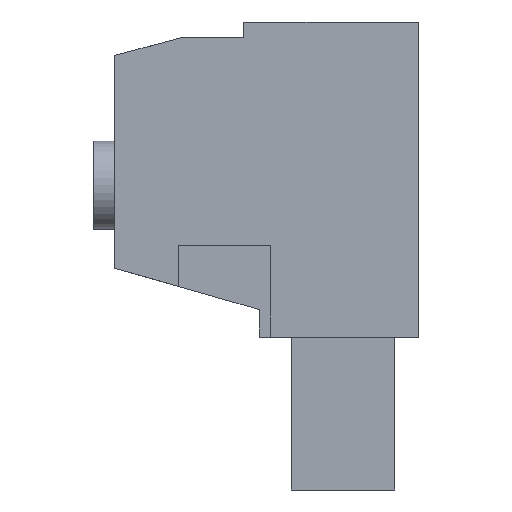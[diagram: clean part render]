
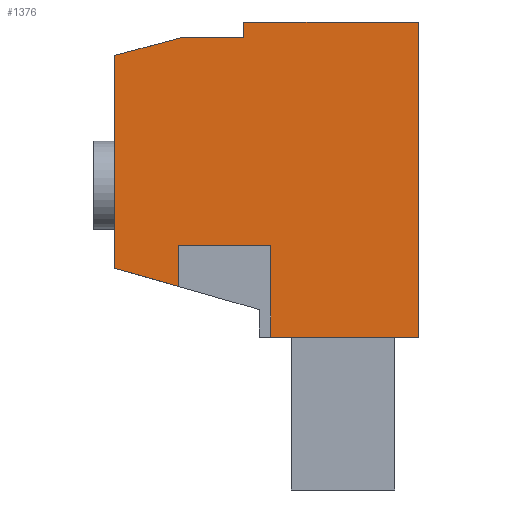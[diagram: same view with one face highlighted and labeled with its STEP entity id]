
A CAD part, left-side view. The second image highlights one B-rep face of the part: STEP entity #1376.
In plain terms, the highlighted planar face has unit normal (-1, 0, 0).
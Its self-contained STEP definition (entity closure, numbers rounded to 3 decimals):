
#1300=AXIS2_PLACEMENT_3D('Plane Axis2P3D',#1297,#1298,#1299) ;
#709=CARTESIAN_POINT('Vertex',(0.,0.,14.4)) ;
#712=CARTESIAN_POINT('Line Origine',(0.,6.95,14.4)) ;
#716=CARTESIAN_POINT('Vertex',(0.,13.9,14.4)) ;
#1176=CARTESIAN_POINT('Line Origine',(0.,0.,29.25)) ;
#1180=CARTESIAN_POINT('Vertex',(0.,0.,44.1)) ;
#1297=CARTESIAN_POINT('Axis2P3D Location',(0.,0.,0.)) ;
#1302=CARTESIAN_POINT('Line Origine',(0.,8.225,44.1)) ;
#1306=CARTESIAN_POINT('Vertex',(0.,16.45,44.1)) ;
#1309=CARTESIAN_POINT('Line Origine',(0.,16.45,43.35)) ;
#1313=CARTESIAN_POINT('Vertex',(0.,16.45,42.6)) ;
#1316=CARTESIAN_POINT('Line Origine',(0.,19.446,42.6)) ;
#1320=CARTESIAN_POINT('Vertex',(0.,22.442,42.6)) ;
#1323=CARTESIAN_POINT('Line Origine',(0.,25.521,41.775)) ;
#1327=CARTESIAN_POINT('Vertex',(0.,28.6,40.95)) ;
#1330=CARTESIAN_POINT('Line Origine',(0.,28.6,30.925)) ;
#1334=CARTESIAN_POINT('Vertex',(0.,28.6,20.9)) ;
#1337=CARTESIAN_POINT('Line Origine',(0.,25.6,20.04)) ;
#1341=CARTESIAN_POINT('Vertex',(0.,22.6,19.18)) ;
#1344=CARTESIAN_POINT('Line Origine',(0.,22.6,21.115)) ;
#1348=CARTESIAN_POINT('Vertex',(0.,22.6,23.05)) ;
#1351=CARTESIAN_POINT('Line Origine',(0.,18.25,23.05)) ;
#1355=CARTESIAN_POINT('Vertex',(0.,13.9,23.05)) ;
#1358=CARTESIAN_POINT('Line Origine',(0.,13.9,18.725)) ;
#713=DIRECTION('Vector Direction',(0.,1.,0.)) ;
#1177=DIRECTION('Vector Direction',(0.,0.,-1.)) ;
#1298=DIRECTION('Axis2P3D Direction',(-1.,0.,0.)) ;
#1299=DIRECTION('Axis2P3D XDirection',(0.,0.,1.)) ;
#1303=DIRECTION('Vector Direction',(0.,-1.,0.)) ;
#1310=DIRECTION('Vector Direction',(0.,0.,1.)) ;
#1317=DIRECTION('Vector Direction',(0.,-1.,0.)) ;
#1324=DIRECTION('Vector Direction',(0.,-0.966,0.259)) ;
#1331=DIRECTION('Vector Direction',(0.,0.,1.)) ;
#1338=DIRECTION('Vector Direction',(0.,0.961,0.276)) ;
#1345=DIRECTION('Vector Direction',(0.,0.,1.)) ;
#1352=DIRECTION('Vector Direction',(0.,-1.,0.)) ;
#1359=DIRECTION('Vector Direction',(0.,0.,1.)) ;
#714=VECTOR('Line Direction',#713,1.) ;
#1178=VECTOR('Line Direction',#1177,1.) ;
#1304=VECTOR('Line Direction',#1303,1.) ;
#1311=VECTOR('Line Direction',#1310,1.) ;
#1318=VECTOR('Line Direction',#1317,1.) ;
#1325=VECTOR('Line Direction',#1324,1.) ;
#1332=VECTOR('Line Direction',#1331,1.) ;
#1339=VECTOR('Line Direction',#1338,1.) ;
#1346=VECTOR('Line Direction',#1345,1.) ;
#1353=VECTOR('Line Direction',#1352,1.) ;
#1360=VECTOR('Line Direction',#1359,1.) ;
#1364=ORIENTED_EDGE('',*,*,#718,.T.) ;
#1365=ORIENTED_EDGE('',*,*,#1182,.T.) ;
#1366=ORIENTED_EDGE('',*,*,#1308,.T.) ;
#1367=ORIENTED_EDGE('',*,*,#1315,.T.) ;
#1368=ORIENTED_EDGE('',*,*,#1322,.T.) ;
#1369=ORIENTED_EDGE('',*,*,#1329,.T.) ;
#1370=ORIENTED_EDGE('',*,*,#1336,.T.) ;
#1371=ORIENTED_EDGE('',*,*,#1343,.T.) ;
#1372=ORIENTED_EDGE('',*,*,#1350,.T.) ;
#1373=ORIENTED_EDGE('',*,*,#1357,.T.) ;
#1374=ORIENTED_EDGE('',*,*,#1362,.F.) ;
#1376=ADVANCED_FACE('HOUSING',(#1375),#1301,.T.) ;
#718=EDGE_CURVE('',#717,#710,#715,.F.) ;
#1182=EDGE_CURVE('',#710,#1181,#1179,.F.) ;
#1308=EDGE_CURVE('',#1181,#1307,#1305,.F.) ;
#1315=EDGE_CURVE('',#1307,#1314,#1312,.F.) ;
#1322=EDGE_CURVE('',#1314,#1321,#1319,.F.) ;
#1329=EDGE_CURVE('',#1321,#1328,#1326,.F.) ;
#1336=EDGE_CURVE('',#1328,#1335,#1333,.F.) ;
#1343=EDGE_CURVE('',#1335,#1342,#1340,.F.) ;
#1350=EDGE_CURVE('',#1342,#1349,#1347,.T.) ;
#1357=EDGE_CURVE('',#1349,#1356,#1354,.T.) ;
#1362=EDGE_CURVE('',#717,#1356,#1361,.T.) ;
#1363=EDGE_LOOP('',(#1364,#1365,#1366,#1367,#1368,#1369,#1370,#1371,#1372,#1373,#1374)) ;
#1375=FACE_OUTER_BOUND('',#1363,.T.) ;
#715=LINE('Line',#712,#714) ;
#1179=LINE('Line',#1176,#1178) ;
#1305=LINE('Line',#1302,#1304) ;
#1312=LINE('Line',#1309,#1311) ;
#1319=LINE('Line',#1316,#1318) ;
#1326=LINE('Line',#1323,#1325) ;
#1333=LINE('Line',#1330,#1332) ;
#1340=LINE('Line',#1337,#1339) ;
#1347=LINE('Line',#1344,#1346) ;
#1354=LINE('Line',#1351,#1353) ;
#1361=LINE('Line',#1358,#1360) ;
#1301=PLANE('',#1300) ;
#710=VERTEX_POINT('',#709) ;
#717=VERTEX_POINT('',#716) ;
#1181=VERTEX_POINT('',#1180) ;
#1307=VERTEX_POINT('',#1306) ;
#1314=VERTEX_POINT('',#1313) ;
#1321=VERTEX_POINT('',#1320) ;
#1328=VERTEX_POINT('',#1327) ;
#1335=VERTEX_POINT('',#1334) ;
#1342=VERTEX_POINT('',#1341) ;
#1349=VERTEX_POINT('',#1348) ;
#1356=VERTEX_POINT('',#1355) ;
